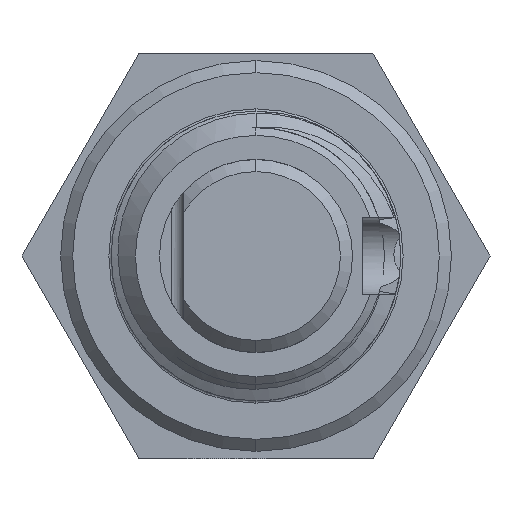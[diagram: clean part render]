
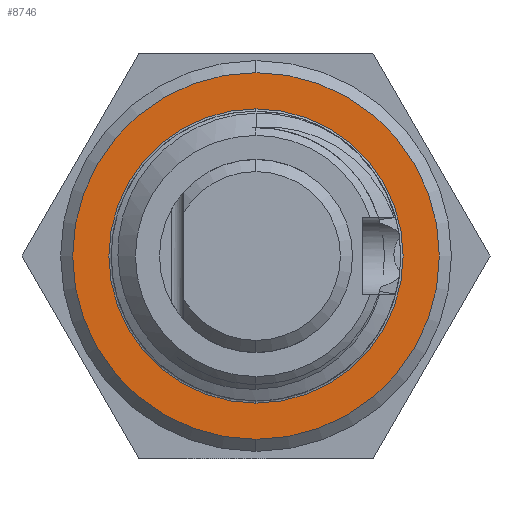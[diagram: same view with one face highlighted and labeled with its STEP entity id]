
A CAD part, left-side view. The second image highlights one B-rep face of the part: STEP entity #8746.
In plain terms, the highlighted planar face has unit normal (-1, 0, 0).
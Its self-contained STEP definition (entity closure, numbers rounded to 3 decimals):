
#173 = CIRCLE ( 'NONE', #7197, 6.1 ) ;
#188 = DIRECTION ( 'NONE',  ( -1., 0., 0. ) ) ;
#252 = CARTESIAN_POINT ( 'NONE',  ( 92., 0., -6.1 ) ) ;
#1017 = CIRCLE ( 'NONE', #11434, 7.6 ) ;
#1273 = FACE_BOUND ( 'NONE', #3093, .T. ) ;
#1612 = VERTEX_POINT ( 'NONE', #6141 ) ;
#1736 = DIRECTION ( 'NONE',  ( 1., 0., 0. ) ) ;
#2085 = EDGE_CURVE ( 'NONE', #12573, #5426, #1017, .T. ) ;
#2121 = DIRECTION ( 'NONE',  ( 0., 0., -1. ) ) ;
#2843 = CARTESIAN_POINT ( 'NONE',  ( 92., 0., -7.6 ) ) ;
#3093 = EDGE_LOOP ( 'NONE', ( #8590, #12672 ) ) ;
#3402 = CARTESIAN_POINT ( 'NONE',  ( 92., 8.1, 0. ) ) ;
#3528 = DIRECTION ( 'NONE',  ( 0., 0., -1. ) ) ;
#3626 = EDGE_CURVE ( 'NONE', #5426, #12573, #12242, .T. ) ;
#4040 = CARTESIAN_POINT ( 'NONE',  ( 92., 0., 0. ) ) ;
#4213 = AXIS2_PLACEMENT_3D ( 'NONE', #3402, #7599, #3528 ) ;
#4754 = EDGE_CURVE ( 'NONE', #1612, #12152, #6097, .T. ) ;
#5426 = VERTEX_POINT ( 'NONE', #9145 ) ;
#5698 = EDGE_LOOP ( 'NONE', ( #11629, #5954 ) ) ;
#5954 = ORIENTED_EDGE ( 'NONE', *, *, #3626, .T. ) ;
#6097 = CIRCLE ( 'NONE', #8010, 6.1 ) ;
#6141 = CARTESIAN_POINT ( 'NONE',  ( 92., 0., 6.1 ) ) ;
#6732 = AXIS2_PLACEMENT_3D ( 'NONE', #9321, #188, #2121 ) ;
#6867 = CARTESIAN_POINT ( 'NONE',  ( 92., 0., 0. ) ) ;
#7197 = AXIS2_PLACEMENT_3D ( 'NONE', #6867, #1736, #10860 ) ;
#7599 = DIRECTION ( 'NONE',  ( 1., 0., 0. ) ) ;
#8010 = AXIS2_PLACEMENT_3D ( 'NONE', #4040, #12038, #10974 ) ;
#8590 = ORIENTED_EDGE ( 'NONE', *, *, #8935, .T. ) ;
#8746 = ADVANCED_FACE ( 'NONE', ( #10462, #1273 ), #9468, .F. ) ;
#8935 = EDGE_CURVE ( 'NONE', #12152, #1612, #173, .T. ) ;
#9145 = CARTESIAN_POINT ( 'NONE',  ( 92., 0., 7.6 ) ) ;
#9321 = CARTESIAN_POINT ( 'NONE',  ( 92., 0., 0. ) ) ;
#9468 = PLANE ( 'NONE',  #4213 ) ;
#9866 = DIRECTION ( 'NONE',  ( -1., 0., 0. ) ) ;
#10462 = FACE_OUTER_BOUND ( 'NONE', #5698, .T. ) ;
#10859 = CARTESIAN_POINT ( 'NONE',  ( 92., 0., 0. ) ) ;
#10860 = DIRECTION ( 'NONE',  ( 0., 0., -1. ) ) ;
#10974 = DIRECTION ( 'NONE',  ( 0., 0., -1. ) ) ;
#11434 = AXIS2_PLACEMENT_3D ( 'NONE', #10859, #9866, #13105 ) ;
#11629 = ORIENTED_EDGE ( 'NONE', *, *, #2085, .T. ) ;
#12038 = DIRECTION ( 'NONE',  ( 1., 0., 0. ) ) ;
#12152 = VERTEX_POINT ( 'NONE', #252 ) ;
#12242 = CIRCLE ( 'NONE', #6732, 7.6 ) ;
#12573 = VERTEX_POINT ( 'NONE', #2843 ) ;
#12672 = ORIENTED_EDGE ( 'NONE', *, *, #4754, .T. ) ;
#13105 = DIRECTION ( 'NONE',  ( 0., 0., -1. ) ) ;
